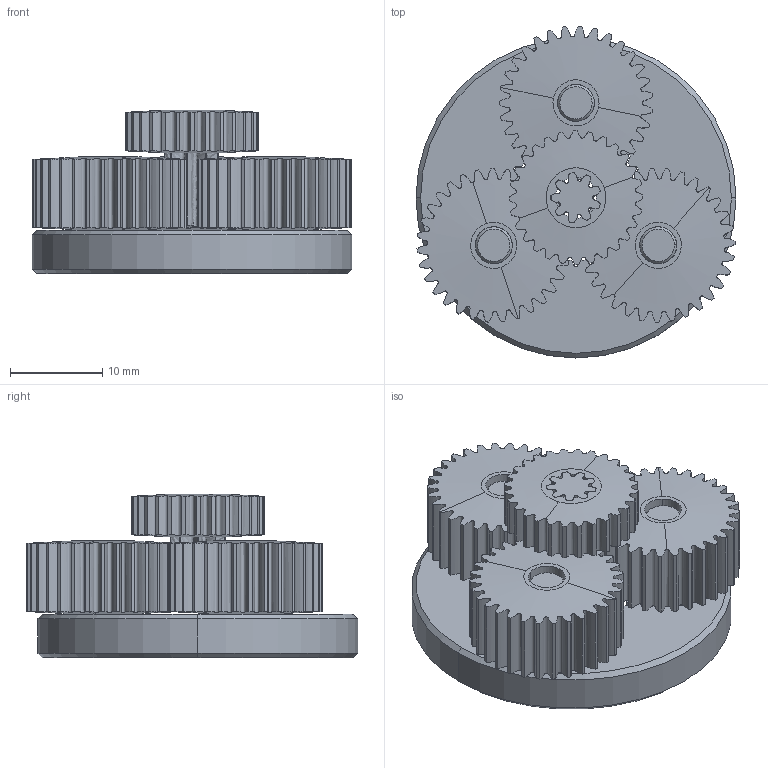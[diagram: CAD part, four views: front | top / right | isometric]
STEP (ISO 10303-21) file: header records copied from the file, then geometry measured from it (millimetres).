
FILE_DESCRIPTION (( 'STEP AP214' ), '1' );
FILE_NAME ('217-3106-STEP.STEP', '2013-12-09T21:46:01', ( '' ), ( '' ), 'SwSTEP 2.0', 'SolidWorks 2013', '' );
FILE_SCHEMA (( 'AUTOMOTIVE_DESIGN' ));
Length unit declared in the file: millimetre
Products named in the file (5): 217-3106-STEP; 217-2625-010 Rev1; 217-3106-001 Rev1_Sun_Driver01; 217-3106-003 Rev1; 217-3106-002 Rev1_Planet_Revolving_Follower01
Assembly tree (8 placements, depth 2):
  217-3106-STEP
    217-3106-002 Rev1_Planet_Revolving_Follower01  x3
    217-3106-003 Rev1
    217-3106-001 Rev1_Sun_Driver01
    217-2625-010 Rev1  x3
Bounding box: 34.7 x 35.98 x 17.71 mm (x, y, z)
Volume: 8732.1 mm3; surface area: 7467.9 mm2
Topology: 9 solids, 9 shells, 425 faces, 1205 edges, 798 vertices
Faces by surface type: cylinder 197, bspline 167, cone 34, plane 27
Entity records: 26371 total; most frequent: CARTESIAN_POINT 19510, ORIENTED_EDGE 1538, DIRECTION 1159, EDGE_CURVE 769, VERTEX_POINT 510, AXIS2_PLACEMENT_3D 450, EDGE_LOOP 281, CIRCLE 275
